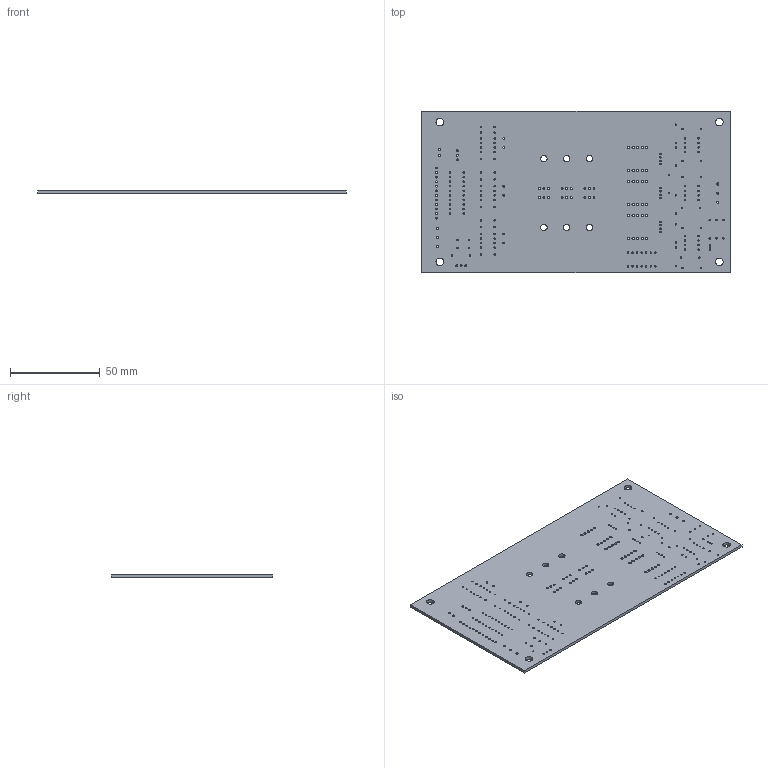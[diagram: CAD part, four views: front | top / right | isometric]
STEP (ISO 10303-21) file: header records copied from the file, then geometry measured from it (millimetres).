
FILE_DESCRIPTION(('KiCad electronic assembly'),'2;1');
FILE_NAME('motor_driver_v1.step','2022-04-25T10:04:06',('Pcbnew'),( 'Kicad'),'Open CASCADE STEP processor 7.5','KiCad to STEP converter' ,'Unknown');
FILE_SCHEMA(('AUTOMOTIVE_DESIGN { 1 0 10303 214 1 1 1 1 }'));
Length unit declared in the file: millimetre
Products named in the file (2): motor_driver_v1 1; motor_driver_v1 PCB
Assembly tree (1 placements, depth 2):
  motor_driver_v1 1
    motor_driver_v1 PCB
Bounding box: 172 x 90 x 1.6 mm (x, y, z)
Volume: 24320.7 mm3; surface area: 32517.2 mm2
Topology: 1 solids, 1 shells, 249 faces, 741 edges, 494 vertices
Faces by surface type: cylinder 243, plane 6
Full cylindrical faces by diameter (mm): 0.75 x3, 0.8 x146, 1 x25, 1.1 x21, 1.2 x5, 1.3 x33, 3.5 x6, 4.3 x4
Entity records: 20771 total; most frequent: CARTESIAN_POINT 5884, DIRECTION 2725, ORIENTED_EDGE 1482, PCURVE 1482, DEFINITIONAL_REPRESENTATION 1482, LINE 1251, VECTOR 1251, EDGE_CURVE 741
